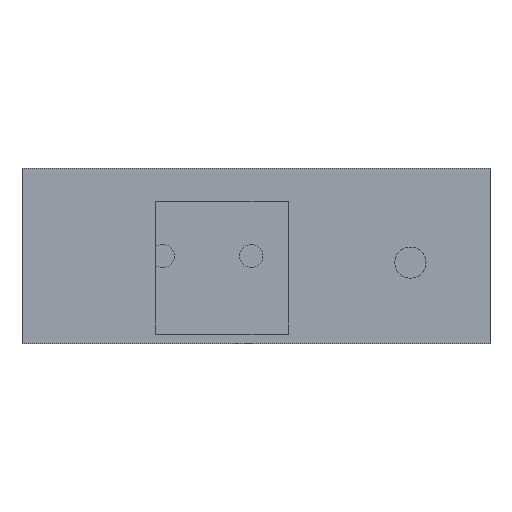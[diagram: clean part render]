
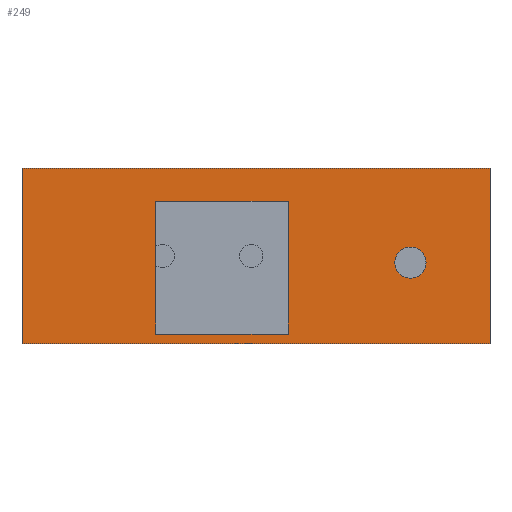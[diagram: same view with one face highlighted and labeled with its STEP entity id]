
A CAD part, front view. The second image highlights one B-rep face of the part: STEP entity #249.
In plain terms, the highlighted planar face has unit normal (0, -1, 0).
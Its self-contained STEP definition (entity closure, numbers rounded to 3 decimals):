
#32 = VERTEX_POINT('',#33);
#33 = CARTESIAN_POINT('',(-51.161,0.,22.5));
#39 = EDGE_CURVE('',#40,#32,#42,.T.);
#40 = VERTEX_POINT('',#41);
#41 = CARTESIAN_POINT('',(-51.161,0.,-22.5));
#42 = LINE('',#43,#44);
#43 = CARTESIAN_POINT('',(-51.161,0.,-22.5));
#44 = VECTOR('',#45,1.);
#45 = DIRECTION('',(0.,0.,1.));
#138 = EDGE_CURVE('',#40,#139,#141,.T.);
#139 = VERTEX_POINT('',#140);
#140 = CARTESIAN_POINT('',(68.839,0.,-22.5));
#141 = LINE('',#142,#143);
#142 = CARTESIAN_POINT('',(-51.161,0.,-22.5));
#143 = VECTOR('',#144,1.);
#144 = DIRECTION('',(1.,0.,0.));
#196 = EDGE_CURVE('',#32,#197,#199,.T.);
#197 = VERTEX_POINT('',#198);
#198 = CARTESIAN_POINT('',(68.839,0.,22.5));
#199 = LINE('',#200,#201);
#200 = CARTESIAN_POINT('',(-51.161,0.,22.5));
#201 = VECTOR('',#202,1.);
#202 = DIRECTION('',(1.,0.,0.));
#249 = ADVANCED_FACE('',(#250,#261,#272),#306,.F.);
#250 = FACE_BOUND('',#251,.F.);
#251 = EDGE_LOOP('',(#252,#253,#254,#260));
#252 = ORIENTED_EDGE('',*,*,#39,.T.);
#253 = ORIENTED_EDGE('',*,*,#196,.T.);
#254 = ORIENTED_EDGE('',*,*,#255,.F.);
#255 = EDGE_CURVE('',#139,#197,#256,.T.);
#256 = LINE('',#257,#258);
#257 = CARTESIAN_POINT('',(68.839,0.,-22.5));
#258 = VECTOR('',#259,1.);
#259 = DIRECTION('',(0.,0.,1.));
#260 = ORIENTED_EDGE('',*,*,#138,.F.);
#261 = FACE_BOUND('',#262,.F.);
#262 = EDGE_LOOP('',(#263));
#263 = ORIENTED_EDGE('',*,*,#264,.T.);
#264 = EDGE_CURVE('',#265,#265,#267,.T.);
#265 = VERTEX_POINT('',#266);
#266 = CARTESIAN_POINT('',(52.445,0.,-1.697));
#267 = CIRCLE('',#268,4.);
#268 = AXIS2_PLACEMENT_3D('',#269,#270,#271);
#269 = CARTESIAN_POINT('',(48.445,0.,-1.697));
#270 = DIRECTION('',(0.,-1.,0.));
#271 = DIRECTION('',(1.,0.,0.));
#272 = FACE_BOUND('',#273,.F.);
#273 = EDGE_LOOP('',(#274,#284,#292,#300));
#274 = ORIENTED_EDGE('',*,*,#275,.T.);
#275 = EDGE_CURVE('',#276,#278,#280,.T.);
#276 = VERTEX_POINT('',#277);
#277 = CARTESIAN_POINT('',(-16.914,0.,-20.012));
#278 = VERTEX_POINT('',#279);
#279 = CARTESIAN_POINT('',(17.086,0.,-20.012));
#280 = LINE('',#281,#282);
#281 = CARTESIAN_POINT('',(-16.914,0.,-20.012));
#282 = VECTOR('',#283,1.);
#283 = DIRECTION('',(1.,0.,0.));
#284 = ORIENTED_EDGE('',*,*,#285,.T.);
#285 = EDGE_CURVE('',#278,#286,#288,.T.);
#286 = VERTEX_POINT('',#287);
#287 = CARTESIAN_POINT('',(17.086,0.,13.988));
#288 = LINE('',#289,#290);
#289 = CARTESIAN_POINT('',(17.086,0.,-20.012));
#290 = VECTOR('',#291,1.);
#291 = DIRECTION('',(0.,0.,1.));
#292 = ORIENTED_EDGE('',*,*,#293,.T.);
#293 = EDGE_CURVE('',#286,#294,#296,.T.);
#294 = VERTEX_POINT('',#295);
#295 = CARTESIAN_POINT('',(-16.914,0.,13.988));
#296 = LINE('',#297,#298);
#297 = CARTESIAN_POINT('',(17.086,0.,13.988));
#298 = VECTOR('',#299,1.);
#299 = DIRECTION('',(-1.,0.,0.));
#300 = ORIENTED_EDGE('',*,*,#301,.T.);
#301 = EDGE_CURVE('',#294,#276,#302,.T.);
#302 = LINE('',#303,#304);
#303 = CARTESIAN_POINT('',(-16.914,0.,13.988));
#304 = VECTOR('',#305,1.);
#305 = DIRECTION('',(0.,0.,-1.));
#306 = PLANE('',#307);
#307 = AXIS2_PLACEMENT_3D('',#308,#309,#310);
#308 = CARTESIAN_POINT('',(-51.161,0.,-22.5));
#309 = DIRECTION('',(0.,1.,0.));
#310 = DIRECTION('',(1.,0.,0.));
